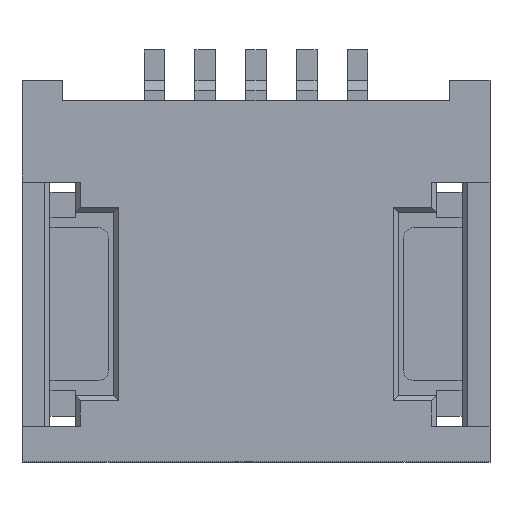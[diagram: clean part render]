
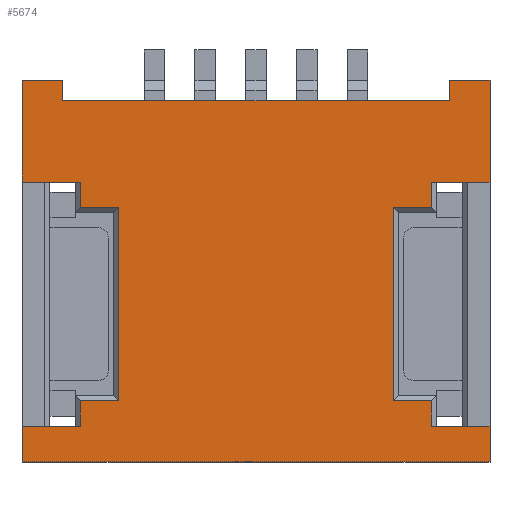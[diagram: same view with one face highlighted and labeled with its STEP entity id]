
A CAD part, top view. The second image highlights one B-rep face of the part: STEP entity #5674.
In plain terms, the highlighted planar face has unit normal (0, 0, 1).
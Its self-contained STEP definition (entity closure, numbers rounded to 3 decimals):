
#274=FACE_OUTER_BOUND('',#564,.T.);
#564=EDGE_LOOP('',(#4630,#4631,#4632,#4633,#4634,#4635,#4636,#4637,#4638,
#4639,#4640,#4641,#4642,#4643,#4644,#4645,#4646,#4647,#4648,#4649,#4650,
#4651,#4652,#4653));
#682=LINE('',#7610,#1455);
#684=LINE('',#7616,#1457);
#687=LINE('',#7622,#1460);
#977=LINE('',#8218,#1750);
#1207=LINE('',#8731,#1980);
#1208=LINE('',#8735,#1981);
#1209=LINE('',#8736,#1982);
#1210=LINE('',#8738,#1983);
#1211=LINE('',#8740,#1984);
#1212=LINE('',#8742,#1985);
#1213=LINE('',#8744,#1986);
#1214=LINE('',#8746,#1987);
#1215=LINE('',#8748,#1988);
#1216=LINE('',#8750,#1989);
#1217=LINE('',#8752,#1990);
#1218=LINE('',#8754,#1991);
#1219=LINE('',#8756,#1992);
#1220=LINE('',#8758,#1993);
#1221=LINE('',#8760,#1994);
#1222=LINE('',#8762,#1995);
#1223=LINE('',#8764,#1996);
#1224=LINE('',#8766,#1997);
#1225=LINE('',#8768,#1998);
#1226=LINE('',#8769,#1999);
#1455=VECTOR('',#6149,0.4);
#1457=VECTOR('',#6153,0.4);
#1460=VECTOR('',#6158,0.2);
#1750=VECTOR('',#6596,3.8);
#1980=VECTOR('',#7104,0.2);
#1981=VECTOR('',#7107,0.575);
#1982=VECTOR('',#7108,1.);
#1983=VECTOR('',#7109,1.);
#1984=VECTOR('',#7110,0.575);
#1985=VECTOR('',#7111,0.25);
#1986=VECTOR('',#7112,0.375);
#1987=VECTOR('',#7113,1.9);
#1988=VECTOR('',#7114,0.375);
#1989=VECTOR('',#7115,0.25);
#1990=VECTOR('',#7116,0.575);
#1991=VECTOR('',#7117,0.35);
#1992=VECTOR('',#7118,4.6);
#1993=VECTOR('',#7119,0.35);
#1994=VECTOR('',#7120,0.575);
#1995=VECTOR('',#7121,0.25);
#1996=VECTOR('',#7122,0.375);
#1997=VECTOR('',#7123,1.9);
#1998=VECTOR('',#7124,0.375);
#1999=VECTOR('',#7125,0.25);
#2226=VERTEX_POINT('',#7604);
#2228=VERTEX_POINT('',#7608);
#2230=VERTEX_POINT('',#7613);
#2231=VERTEX_POINT('',#7615);
#2233=VERTEX_POINT('',#7621);
#2465=VERTEX_POINT('',#8217);
#2610=VERTEX_POINT('',#8733);
#2611=VERTEX_POINT('',#8734);
#2612=VERTEX_POINT('',#8737);
#2613=VERTEX_POINT('',#8739);
#2614=VERTEX_POINT('',#8741);
#2615=VERTEX_POINT('',#8743);
#2616=VERTEX_POINT('',#8745);
#2617=VERTEX_POINT('',#8747);
#2618=VERTEX_POINT('',#8749);
#2619=VERTEX_POINT('',#8751);
#2620=VERTEX_POINT('',#8753);
#2621=VERTEX_POINT('',#8755);
#2622=VERTEX_POINT('',#8757);
#2623=VERTEX_POINT('',#8759);
#2624=VERTEX_POINT('',#8761);
#2625=VERTEX_POINT('',#8763);
#2626=VERTEX_POINT('',#8765);
#2627=VERTEX_POINT('',#8767);
#2760=EDGE_CURVE('',#2226,#2228,#682,.T.);
#2762=EDGE_CURVE('',#2231,#2230,#684,.T.);
#2765=EDGE_CURVE('',#2226,#2233,#687,.T.);
#3069=EDGE_CURVE('',#2233,#2465,#977,.T.);
#3323=EDGE_CURVE('',#2230,#2465,#1207,.T.);
#3324=EDGE_CURVE('',#2610,#2611,#1208,.T.);
#3325=EDGE_CURVE('',#2231,#2610,#1209,.T.);
#3326=EDGE_CURVE('',#2228,#2612,#1210,.T.);
#3327=EDGE_CURVE('',#2612,#2613,#1211,.T.);
#3328=EDGE_CURVE('',#2614,#2613,#1212,.T.);
#3329=EDGE_CURVE('',#2615,#2614,#1213,.T.);
#3330=EDGE_CURVE('',#2616,#2615,#1214,.T.);
#3331=EDGE_CURVE('',#2617,#2616,#1215,.T.);
#3332=EDGE_CURVE('',#2618,#2617,#1216,.T.);
#3333=EDGE_CURVE('',#2619,#2618,#1217,.T.);
#3334=EDGE_CURVE('',#2619,#2620,#1218,.T.);
#3335=EDGE_CURVE('',#2621,#2620,#1219,.T.);
#3336=EDGE_CURVE('',#2622,#2621,#1220,.T.);
#3337=EDGE_CURVE('',#2622,#2623,#1221,.T.);
#3338=EDGE_CURVE('',#2624,#2623,#1222,.T.);
#3339=EDGE_CURVE('',#2625,#2624,#1223,.T.);
#3340=EDGE_CURVE('',#2626,#2625,#1224,.T.);
#3341=EDGE_CURVE('',#2627,#2626,#1225,.T.);
#3342=EDGE_CURVE('',#2611,#2627,#1226,.T.);
#4630=ORIENTED_EDGE('',*,*,#3324,.F.);
#4631=ORIENTED_EDGE('',*,*,#3325,.F.);
#4632=ORIENTED_EDGE('',*,*,#2762,.T.);
#4633=ORIENTED_EDGE('',*,*,#3323,.T.);
#4634=ORIENTED_EDGE('',*,*,#3069,.F.);
#4635=ORIENTED_EDGE('',*,*,#2765,.F.);
#4636=ORIENTED_EDGE('',*,*,#2760,.T.);
#4637=ORIENTED_EDGE('',*,*,#3326,.T.);
#4638=ORIENTED_EDGE('',*,*,#3327,.T.);
#4639=ORIENTED_EDGE('',*,*,#3328,.F.);
#4640=ORIENTED_EDGE('',*,*,#3329,.F.);
#4641=ORIENTED_EDGE('',*,*,#3330,.F.);
#4642=ORIENTED_EDGE('',*,*,#3331,.F.);
#4643=ORIENTED_EDGE('',*,*,#3332,.F.);
#4644=ORIENTED_EDGE('',*,*,#3333,.F.);
#4645=ORIENTED_EDGE('',*,*,#3334,.T.);
#4646=ORIENTED_EDGE('',*,*,#3335,.F.);
#4647=ORIENTED_EDGE('',*,*,#3336,.F.);
#4648=ORIENTED_EDGE('',*,*,#3337,.T.);
#4649=ORIENTED_EDGE('',*,*,#3338,.F.);
#4650=ORIENTED_EDGE('',*,*,#3339,.F.);
#4651=ORIENTED_EDGE('',*,*,#3340,.F.);
#4652=ORIENTED_EDGE('',*,*,#3341,.F.);
#4653=ORIENTED_EDGE('',*,*,#3342,.F.);
#5394=PLANE('',#6016);
#5674=ADVANCED_FACE('',(#274),#5394,.T.);
#6016=AXIS2_PLACEMENT_3D('',#8732,#7105,#7106);
#6149=DIRECTION('',(-1.,0.,0.));
#6153=DIRECTION('',(-1.,0.,0.));
#6158=DIRECTION('',(0.,-1.,0.));
#6596=DIRECTION('',(1.,0.,0.));
#7104=DIRECTION('',(0.,-1.,0.));
#7105=DIRECTION('center_axis',(0.,0.,1.));
#7106=DIRECTION('ref_axis',(-1.,0.,0.));
#7107=DIRECTION('',(-1.,0.,0.));
#7108=DIRECTION('',(0.,-1.,0.));
#7109=DIRECTION('',(0.,-1.,0.));
#7110=DIRECTION('',(1.,0.,0.));
#7111=DIRECTION('',(0.,1.,0.));
#7112=DIRECTION('',(-1.,0.,0.));
#7113=DIRECTION('',(0.,1.,0.));
#7114=DIRECTION('',(1.,0.,0.));
#7115=DIRECTION('',(0.,1.,0.));
#7116=DIRECTION('',(1.,0.,0.));
#7117=DIRECTION('',(0.,-1.,0.));
#7118=DIRECTION('',(-1.,0.,0.));
#7119=DIRECTION('',(0.,-1.,0.));
#7120=DIRECTION('',(-1.,0.,0.));
#7121=DIRECTION('',(0.,-1.,0.));
#7122=DIRECTION('',(1.,0.,0.));
#7123=DIRECTION('',(0.,-1.,0.));
#7124=DIRECTION('',(-1.,0.,0.));
#7125=DIRECTION('',(0.,-1.,0.));
#7604=CARTESIAN_POINT('',(-1.9,2.2,1.2));
#7608=CARTESIAN_POINT('',(-2.3,2.2,1.2));
#7610=CARTESIAN_POINT('',(-1.9,2.2,1.2));
#7613=CARTESIAN_POINT('',(1.9,2.2,1.2));
#7615=CARTESIAN_POINT('',(2.3,2.2,1.2));
#7616=CARTESIAN_POINT('',(2.3,2.2,1.2));
#7621=CARTESIAN_POINT('',(-1.9,2.,1.2));
#7622=CARTESIAN_POINT('',(-1.9,2.2,1.2));
#8217=CARTESIAN_POINT('',(1.9,2.,1.2));
#8218=CARTESIAN_POINT('',(-1.9,2.,1.2));
#8731=CARTESIAN_POINT('',(1.9,2.2,1.2));
#8732=CARTESIAN_POINT('Origin',(2.3,2.2,1.2));
#8733=CARTESIAN_POINT('',(2.3,1.2,1.2));
#8734=CARTESIAN_POINT('',(1.725,1.2,1.2));
#8735=CARTESIAN_POINT('',(2.3,1.2,1.2));
#8736=CARTESIAN_POINT('',(2.3,2.2,1.2));
#8737=CARTESIAN_POINT('',(-2.3,1.2,1.2));
#8738=CARTESIAN_POINT('',(-2.3,2.2,1.2));
#8739=CARTESIAN_POINT('',(-1.725,1.2,1.2));
#8740=CARTESIAN_POINT('',(-2.3,1.2,1.2));
#8741=CARTESIAN_POINT('',(-1.725,0.95,1.2));
#8742=CARTESIAN_POINT('',(-1.725,0.95,1.2));
#8743=CARTESIAN_POINT('',(-1.35,0.95,1.2));
#8744=CARTESIAN_POINT('',(-1.35,0.95,1.2));
#8745=CARTESIAN_POINT('',(-1.35,-0.95,1.2));
#8746=CARTESIAN_POINT('',(-1.35,-0.95,1.2));
#8747=CARTESIAN_POINT('',(-1.725,-0.95,1.2));
#8748=CARTESIAN_POINT('',(-1.725,-0.95,1.2));
#8749=CARTESIAN_POINT('',(-1.725,-1.2,1.2));
#8750=CARTESIAN_POINT('',(-1.725,-1.2,1.2));
#8751=CARTESIAN_POINT('',(-2.3,-1.2,1.2));
#8752=CARTESIAN_POINT('',(-2.3,-1.2,1.2));
#8753=CARTESIAN_POINT('',(-2.3,-1.55,1.2));
#8754=CARTESIAN_POINT('',(-2.3,-1.2,1.2));
#8755=CARTESIAN_POINT('',(2.3,-1.55,1.2));
#8756=CARTESIAN_POINT('',(2.3,-1.55,1.2));
#8757=CARTESIAN_POINT('',(2.3,-1.2,1.2));
#8758=CARTESIAN_POINT('',(2.3,-1.2,1.2));
#8759=CARTESIAN_POINT('',(1.725,-1.2,1.2));
#8760=CARTESIAN_POINT('',(2.3,-1.2,1.2));
#8761=CARTESIAN_POINT('',(1.725,-0.95,1.2));
#8762=CARTESIAN_POINT('',(1.725,-0.95,1.2));
#8763=CARTESIAN_POINT('',(1.35,-0.95,1.2));
#8764=CARTESIAN_POINT('',(1.35,-0.95,1.2));
#8765=CARTESIAN_POINT('',(1.35,0.95,1.2));
#8766=CARTESIAN_POINT('',(1.35,0.95,1.2));
#8767=CARTESIAN_POINT('',(1.725,0.95,1.2));
#8768=CARTESIAN_POINT('',(1.725,0.95,1.2));
#8769=CARTESIAN_POINT('',(1.725,1.2,1.2));
